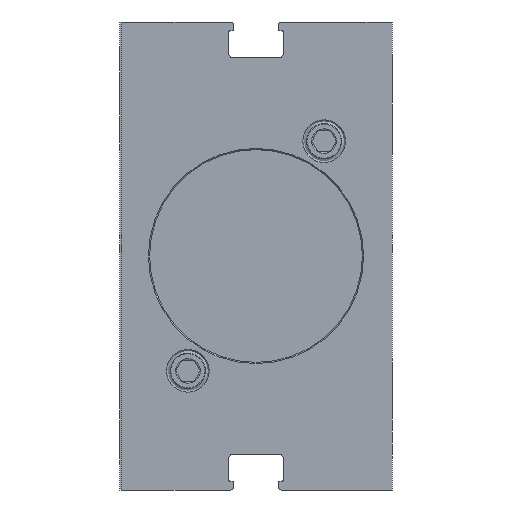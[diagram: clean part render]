
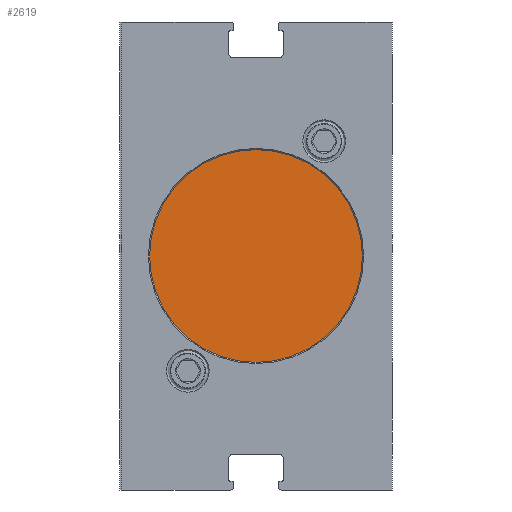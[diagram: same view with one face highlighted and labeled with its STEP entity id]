
A CAD part, front view. The second image highlights one B-rep face of the part: STEP entity #2619.
In plain terms, the highlighted planar face has unit normal (0, -1, 0).
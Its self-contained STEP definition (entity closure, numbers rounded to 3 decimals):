
#851=ORIENTED_EDGE('',*,*,#1422,.T.);
#1422=EDGE_CURVE('',#1725,#1725,#1906,.T.);
#1725=VERTEX_POINT('',#4194);
#1906=CIRCLE('',#2876,12.5);
#2025=EDGE_LOOP('',(#851));
#2278=FACE_BOUND('',#2025,.T.);
#2501=PLANE('',#2875);
#2619=ADVANCED_FACE('',(#2278),#2501,.T.);
#2875=AXIS2_PLACEMENT_3D('',#4192,#3371,#3372);
#2876=AXIS2_PLACEMENT_3D('',#4193,#3373,#3374);
#3371=DIRECTION('',(0.,-1.,0.));
#3372=DIRECTION('',(0.,0.,-1.));
#3373=DIRECTION('',(0.,-1.,0.));
#3374=DIRECTION('',(0.,0.,-1.));
#4192=CARTESIAN_POINT('',(0.,0.5,0.));
#4193=CARTESIAN_POINT('',(0.,0.5,0.));
#4194=CARTESIAN_POINT('',(0.,0.5,-12.5));
